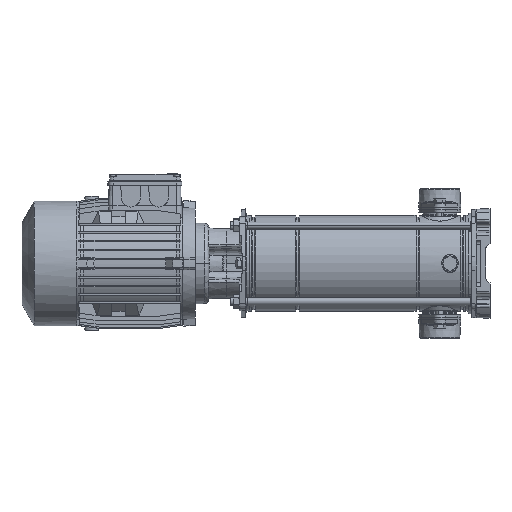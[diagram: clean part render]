
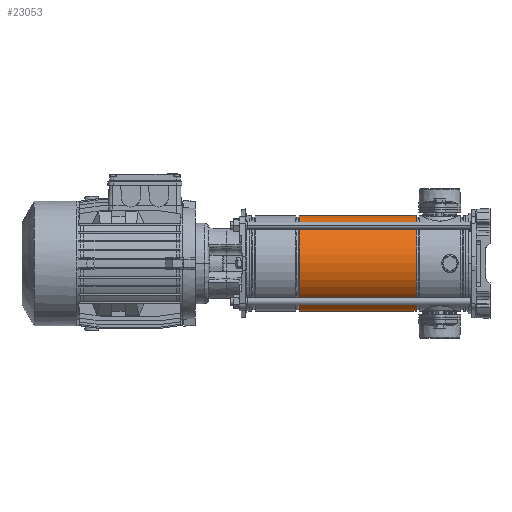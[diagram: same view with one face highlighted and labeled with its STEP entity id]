
A CAD part, left-side view. The second image highlights one B-rep face of the part: STEP entity #23053.
In plain terms, the highlighted cylindrical face has radius 85.9 mm (diameter 171.8 mm), a partial arc.
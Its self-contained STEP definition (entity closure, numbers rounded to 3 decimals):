
#399 = EDGE_CURVE ( 'NONE', #51340, #59140, #50016, .T. ) ;
#1132 = EDGE_CURVE ( 'NONE', #52409, #4197, #27977, .T. ) ;
#3784 = CARTESIAN_POINT ( 'NONE',  ( 0., 0., 0. ) ) ;
#4197 = VERTEX_POINT ( 'NONE', #69683 ) ;
#6158 = CARTESIAN_POINT ( 'NONE',  ( 0., 0., 303.103 ) ) ;
#8101 = CARTESIAN_POINT ( 'NONE',  ( 0., 0., 93.897 ) ) ;
#8233 = DIRECTION ( 'NONE',  ( -1., 0., 0. ) ) ;
#8610 = AXIS2_PLACEMENT_3D ( 'NONE', #6158, #58802, #8233 ) ;
#14393 = VECTOR ( 'NONE', #50475, 1000. ) ;
#14494 = FACE_OUTER_BOUND ( 'NONE', #41716, .T. ) ;
#14657 = CARTESIAN_POINT ( 'NONE',  ( -85.9, 0., 303.103 ) ) ;
#22211 = CARTESIAN_POINT ( 'NONE',  ( 85.9, 0., 303.103 ) ) ;
#23053 = ADVANCED_FACE ( 'NONE', ( #14494 ), #42556, .T. ) ;
#25797 = DIRECTION ( 'NONE',  ( 0., 0., -1. ) ) ;
#26778 = CARTESIAN_POINT ( 'NONE',  ( 85.9, 0., 0. ) ) ;
#27977 = LINE ( 'NONE', #32403, #14393 ) ;
#30607 = DIRECTION ( 'NONE',  ( -1., 0., 0. ) ) ;
#32321 = ORIENTED_EDGE ( 'NONE', *, *, #399, .T. ) ;
#32403 = CARTESIAN_POINT ( 'NONE',  ( -85.9, 0., 0. ) ) ;
#39224 = CIRCLE ( 'NONE', #8610, 85.9 ) ;
#41716 = EDGE_LOOP ( 'NONE', ( #63535, #32321, #48170, #62993 ) ) ;
#42103 = EDGE_CURVE ( 'NONE', #52409, #51340, #39224, .T. ) ;
#42556 = CYLINDRICAL_SURFACE ( 'NONE', #65486, 85.9 ) ;
#48170 = ORIENTED_EDGE ( 'NONE', *, *, #57582, .F. ) ;
#48837 = DIRECTION ( 'NONE',  ( 0., 0., -1. ) ) ;
#50016 = LINE ( 'NONE', #26778, #72503 ) ;
#50475 = DIRECTION ( 'NONE',  ( 0., 0., -1. ) ) ;
#51340 = VERTEX_POINT ( 'NONE', #22211 ) ;
#52409 = VERTEX_POINT ( 'NONE', #14657 ) ;
#56753 = AXIS2_PLACEMENT_3D ( 'NONE', #8101, #25797, #30607 ) ;
#57582 = EDGE_CURVE ( 'NONE', #4197, #59140, #63864, .T. ) ;
#58802 = DIRECTION ( 'NONE',  ( 0., 0., -1. ) ) ;
#59140 = VERTEX_POINT ( 'NONE', #65089 ) ;
#62993 = ORIENTED_EDGE ( 'NONE', *, *, #1132, .F. ) ;
#63535 = ORIENTED_EDGE ( 'NONE', *, *, #42103, .T. ) ;
#63864 = CIRCLE ( 'NONE', #56753, 85.9 ) ;
#65089 = CARTESIAN_POINT ( 'NONE',  ( 85.9, 0., 93.897 ) ) ;
#65486 = AXIS2_PLACEMENT_3D ( 'NONE', #3784, #48837, #71369 ) ;
#66665 = DIRECTION ( 'NONE',  ( 0., 0., -1. ) ) ;
#69683 = CARTESIAN_POINT ( 'NONE',  ( -85.9, 0., 93.897 ) ) ;
#71369 = DIRECTION ( 'NONE',  ( -1., 0., 0. ) ) ;
#72503 = VECTOR ( 'NONE', #66665, 1000. ) ;
